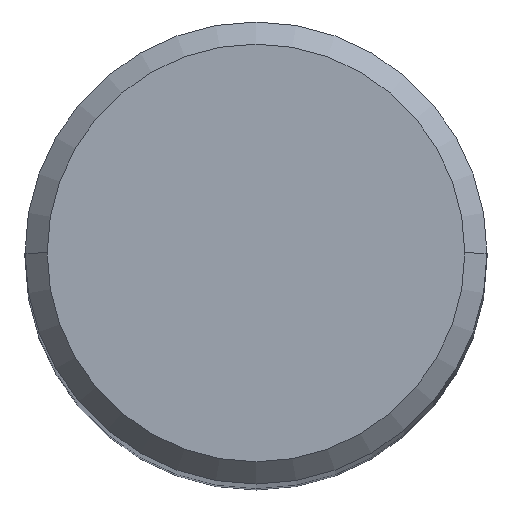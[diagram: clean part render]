
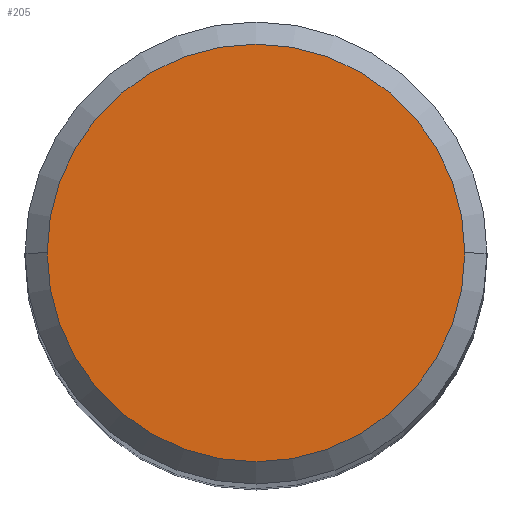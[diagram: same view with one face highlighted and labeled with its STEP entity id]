
A CAD part, top view. The second image highlights one B-rep face of the part: STEP entity #205.
In plain terms, the highlighted planar face has unit normal (0, 0, 1).
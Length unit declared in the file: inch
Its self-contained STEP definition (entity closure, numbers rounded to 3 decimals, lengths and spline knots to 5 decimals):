
#30 = DIRECTION ( 'NONE',  ( 1., 0., 0. ) ) ;
#32 = FACE_OUTER_BOUND ( 'NONE', #171, .T. ) ;
#33 = CARTESIAN_POINT ( 'NONE',  ( 0., 0., 2.5 ) ) ;
#61 = EDGE_CURVE ( 'NONE', #89, #248, #138, .T. ) ;
#85 = CARTESIAN_POINT ( 'NONE',  ( 0., 0., 2.5 ) ) ;
#89 = VERTEX_POINT ( 'NONE', #308 ) ;
#94 = ORIENTED_EDGE ( 'NONE', *, *, #225, .T. ) ;
#103 = AXIS2_PLACEMENT_3D ( 'NONE', #85, #140, #285 ) ;
#134 = CARTESIAN_POINT ( 'NONE',  ( -0.14125, 0., 2.5 ) ) ;
#138 = CIRCLE ( 'NONE', #157, 0.14125 ) ;
#140 = DIRECTION ( 'NONE',  ( 0., 0., 1. ) ) ;
#157 = AXIS2_PLACEMENT_3D ( 'NONE', #227, #206, #228 ) ;
#171 = EDGE_LOOP ( 'NONE', ( #94, #315 ) ) ;
#191 = CIRCLE ( 'NONE', #242, 0.14125 ) ;
#205 = ADVANCED_FACE ( 'NONE', ( #32 ), #264, .T. ) ;
#206 = DIRECTION ( 'NONE',  ( 0., 0., 1. ) ) ;
#211 = DIRECTION ( 'NONE',  ( 0., 0., 1. ) ) ;
#225 = EDGE_CURVE ( 'NONE', #248, #89, #191, .T. ) ;
#227 = CARTESIAN_POINT ( 'NONE',  ( 0., 0., 2.5 ) ) ;
#228 = DIRECTION ( 'NONE',  ( 1., 0., 0. ) ) ;
#242 = AXIS2_PLACEMENT_3D ( 'NONE', #33, #211, #30 ) ;
#248 = VERTEX_POINT ( 'NONE', #134 ) ;
#264 = PLANE ( 'NONE',  #103 ) ;
#285 = DIRECTION ( 'NONE',  ( 1., 0., 0. ) ) ;
#308 = CARTESIAN_POINT ( 'NONE',  ( 0.14125, 0., 2.5 ) ) ;
#315 = ORIENTED_EDGE ( 'NONE', *, *, #61, .T. ) ;
